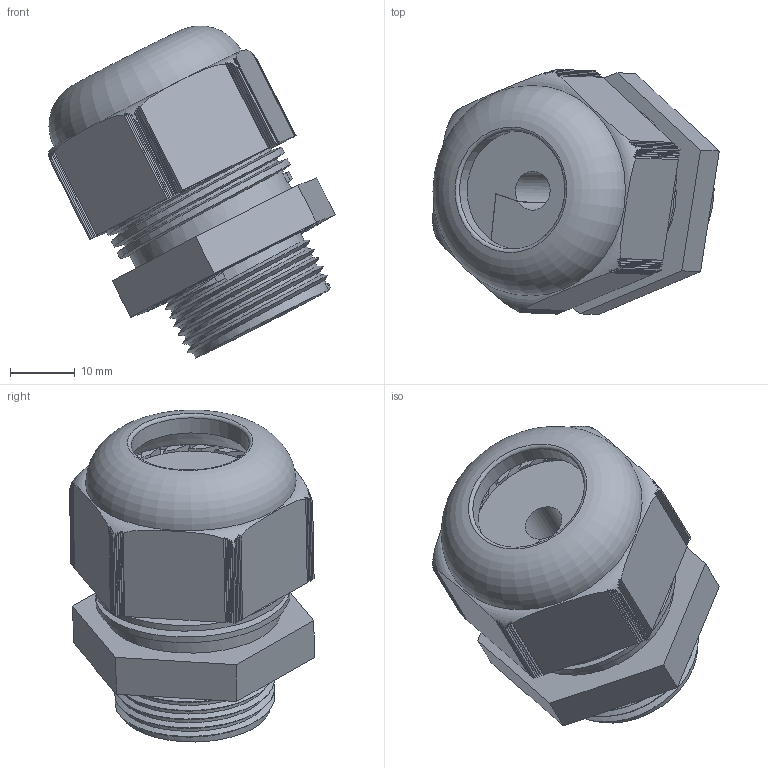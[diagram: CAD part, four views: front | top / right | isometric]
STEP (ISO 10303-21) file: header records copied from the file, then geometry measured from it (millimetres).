
FILE_DESCRIPTION(/* description */ ('Connect M25 RAL 7001'),/* implementation_level */ '2;1');
FILE_NAME(/* name */ '12580525-RST.stp',/* time_stamp */ '2022-01-31T15:53:06+01:00',/* author */ ('sl'),/* organization */ (''),/* preprocessor_version */ 'ST-DEVELOPER v16.5',/* originating_system */ 'Autodesk Inventor 2017',/* authorisation */ '');
FILE_SCHEMA (('AUTOMOTIVE_DESIGN { 1 0 10303 214 3 1 1 }'));
Length unit declared in the file: millimetre
Products named in the file (4): 12580525-RST; 05621600; 12080525; 12080525_1
Assembly tree (3 placements, depth 2):
  12580525-RST
    05621600
    12080525
    12080525_1
Bounding box: 44.23 x 37.8 x 51.25 mm (x, y, z)
Volume: 22364.8 mm3; surface area: 18220.4 mm2
Topology: 3 solids, 3 shells, 353 faces, 980 edges, 638 vertices
Faces by surface type: plane 266, cylinder 55, torus 24, bspline 6, cone 2
Full cylindrical faces by diameter (mm): 18.29 x1, 18.65 x1, 22.65 x1, 23.2 x6, 23.3 x1, 26.5 x1, 27 x4, 27.5 x1, 27.9 x1, 29.7 x1, 30.1 x1, 30.235 x7
Entity records: 14391 total; most frequent: CARTESIAN_POINT 5693, ORIENTED_EDGE 1810, DIRECTION 1791, EDGE_CURVE 905, AXIS2_PLACEMENT_3D 623, VERTEX_POINT 600, LINE 545, VECTOR 545
